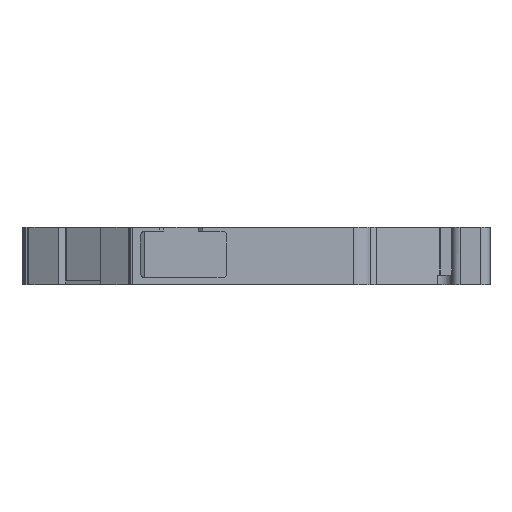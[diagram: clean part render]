
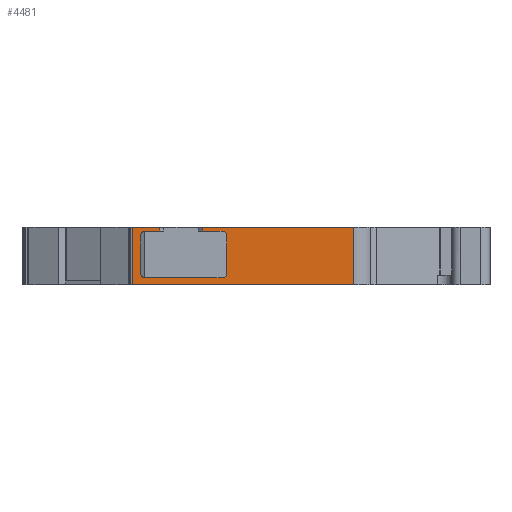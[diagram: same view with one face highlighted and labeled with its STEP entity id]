
A CAD part, left-side view. The second image highlights one B-rep face of the part: STEP entity #4481.
In plain terms, the highlighted planar face has unit normal (-1, 0, 0).
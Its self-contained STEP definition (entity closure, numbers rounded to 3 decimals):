
#53 = VERTEX_POINT ( 'NONE', #11491 ) ;
#111 = CARTESIAN_POINT ( 'NONE',  ( -56.541, 26.361, 2.861 ) ) ;
#151 = EDGE_CURVE ( 'NONE', #3724, #53, #11725, .T. ) ;
#182 = CARTESIAN_POINT ( 'NONE',  ( -56.541, 17.69, 2.461 ) ) ;
#231 = ORIENTED_EDGE ( 'NONE', *, *, #12583, .F. ) ;
#233 = CARTESIAN_POINT ( 'NONE',  ( -56.541, 11.141, 2.461 ) ) ;
#402 = PLANE ( 'NONE',  #3891 ) ;
#655 = EDGE_CURVE ( 'NONE', #5689, #1290, #12009, .T. ) ;
#756 = VECTOR ( 'NONE', #7554, 1000. ) ;
#868 = VERTEX_POINT ( 'NONE', #233 ) ;
#880 = VECTOR ( 'NONE', #4885, 1000. ) ;
#926 = CARTESIAN_POINT ( 'NONE',  ( -56.541, 17.69, 2.861 ) ) ;
#964 = CARTESIAN_POINT ( 'NONE',  ( -56.541, 11.141, -2.439 ) ) ;
#1068 = CARTESIAN_POINT ( 'NONE',  ( -56.541, 19.201, 1.961 ) ) ;
#1078 = VECTOR ( 'NONE', #8644, 1000. ) ;
#1079 = VERTEX_POINT ( 'NONE', #1979 ) ;
#1107 = AXIS2_PLACEMENT_3D ( 'NONE', #10486, #7345, #6760 ) ;
#1140 = ORIENTED_EDGE ( 'NONE', *, *, #10238, .T. ) ;
#1159 = DIRECTION ( 'NONE',  ( 0., -1., 0. ) ) ;
#1289 = ORIENTED_EDGE ( 'NONE', *, *, #9174, .F. ) ;
#1290 = VERTEX_POINT ( 'NONE', #3103 ) ;
#1321 = LINE ( 'NONE', #8013, #6374 ) ;
#1402 = EDGE_CURVE ( 'NONE', #3724, #9957, #12564, .T. ) ;
#1408 = CARTESIAN_POINT ( 'NONE',  ( -56.541, 20.543, 2.861 ) ) ;
#1411 = DIRECTION ( 'NONE',  ( 0., 1., 0. ) ) ;
#1443 = CARTESIAN_POINT ( 'NONE',  ( -56.541, 11.141, 1.961 ) ) ;
#1501 = EDGE_LOOP ( 'NONE', ( #7002, #12558, #1289, #4434, #3147, #7976, #4324, #5977, #11176, #11644, #5922, #2895, #9083, #231, #3987, #1140 ) ) ;
#1828 = EDGE_CURVE ( 'NONE', #9239, #12489, #5035, .T. ) ;
#1879 = DIRECTION ( 'NONE',  ( 0., 1., 0. ) ) ;
#1904 = VERTEX_POINT ( 'NONE', #5853 ) ;
#1979 = CARTESIAN_POINT ( 'NONE',  ( -56.541, 20.543, -3.139 ) ) ;
#2087 = DIRECTION ( 'NONE',  ( 0., 1., 0. ) ) ;
#2176 = EDGE_CURVE ( 'NONE', #868, #10530, #11310, .T. ) ;
#2244 = CARTESIAN_POINT ( 'NONE',  ( -56.541, 19.701, -2.439 ) ) ;
#2262 = DIRECTION ( 'NONE',  ( 0., 1., 0. ) ) ;
#2420 = DIRECTION ( 'NONE',  ( 0., -1., 0. ) ) ;
#2564 = CARTESIAN_POINT ( 'NONE',  ( -56.541, -2.645, 2.861 ) ) ;
#2713 = AXIS2_PLACEMENT_3D ( 'NONE', #1443, #7432, #1879 ) ;
#2805 = VERTEX_POINT ( 'NONE', #7405 ) ;
#2835 = DIRECTION ( 'NONE',  ( 0., 1., 0. ) ) ;
#2895 = ORIENTED_EDGE ( 'NONE', *, *, #655, .F. ) ;
#3103 = CARTESIAN_POINT ( 'NONE',  ( -56.541, 19.201, 2.461 ) ) ;
#3147 = ORIENTED_EDGE ( 'NONE', *, *, #2176, .T. ) ;
#3251 = EDGE_CURVE ( 'NONE', #1904, #53, #8416, .T. ) ;
#3281 = CARTESIAN_POINT ( 'NONE',  ( -56.541, 26.361, 2.861 ) ) ;
#3365 = CARTESIAN_POINT ( 'NONE',  ( -56.541, 17.69, 0.861 ) ) ;
#3565 = VECTOR ( 'NONE', #7944, 1000. ) ;
#3587 = DIRECTION ( 'NONE',  ( 0., 0., -1. ) ) ;
#3696 = CARTESIAN_POINT ( 'NONE',  ( -56.541, 13.19, 0.861 ) ) ;
#3724 = VERTEX_POINT ( 'NONE', #5654 ) ;
#3748 = LINE ( 'NONE', #3696, #1078 ) ;
#3891 = AXIS2_PLACEMENT_3D ( 'NONE', #3281, #12494, #2835 ) ;
#3954 = VERTEX_POINT ( 'NONE', #926 ) ;
#3987 = ORIENTED_EDGE ( 'NONE', *, *, #6783, .T. ) ;
#4050 = DIRECTION ( 'NONE',  ( 0., 0., -1. ) ) ;
#4304 = EDGE_CURVE ( 'NONE', #5689, #3954, #9156, .T. ) ;
#4324 = ORIENTED_EDGE ( 'NONE', *, *, #10218, .T. ) ;
#4434 = ORIENTED_EDGE ( 'NONE', *, *, #11631, .F. ) ;
#4481 = ADVANCED_FACE ( 'NONE', ( #6232 ), #402, .F. ) ;
#4777 = VECTOR ( 'NONE', #4050, 1000. ) ;
#4885 = DIRECTION ( 'NONE',  ( 0., 0., 1. ) ) ;
#5035 = LINE ( 'NONE', #2564, #12544 ) ;
#5093 = LINE ( 'NONE', #1408, #4777 ) ;
#5102 = LINE ( 'NONE', #8236, #6676 ) ;
#5336 = CARTESIAN_POINT ( 'NONE',  ( -56.541, 10.641, 1.961 ) ) ;
#5426 = DIRECTION ( 'NONE',  ( 1., 0., 0. ) ) ;
#5654 = CARTESIAN_POINT ( 'NONE',  ( -56.541, 19.201, -2.439 ) ) ;
#5683 = CARTESIAN_POINT ( 'NONE',  ( -56.541, -2.645, 2.861 ) ) ;
#5689 = VERTEX_POINT ( 'NONE', #182 ) ;
#5853 = CARTESIAN_POINT ( 'NONE',  ( -56.541, 19.701, 1.961 ) ) ;
#5922 = ORIENTED_EDGE ( 'NONE', *, *, #11534, .T. ) ;
#5977 = ORIENTED_EDGE ( 'NONE', *, *, #1402, .F. ) ;
#6135 = CARTESIAN_POINT ( 'NONE',  ( -56.541, 20.543, 2.861 ) ) ;
#6149 = DIRECTION ( 'NONE',  ( 0., -1., 0. ) ) ;
#6232 = FACE_OUTER_BOUND ( 'NONE', #1501, .T. ) ;
#6304 = LINE ( 'NONE', #111, #10885 ) ;
#6374 = VECTOR ( 'NONE', #1159, 1000. ) ;
#6533 = CIRCLE ( 'NONE', #6810, 0.5 ) ;
#6676 = VECTOR ( 'NONE', #2262, 1000. ) ;
#6760 = DIRECTION ( 'NONE',  ( 0., 1., 0. ) ) ;
#6783 = EDGE_CURVE ( 'NONE', #10909, #1079, #5093, .T. ) ;
#6810 = AXIS2_PLACEMENT_3D ( 'NONE', #1068, #8056, #2087 ) ;
#7002 = ORIENTED_EDGE ( 'NONE', *, *, #1828, .F. ) ;
#7161 = CIRCLE ( 'NONE', #12506, 0.5 ) ;
#7345 = DIRECTION ( 'NONE',  ( 1., 0., 0. ) ) ;
#7377 = VECTOR ( 'NONE', #11194, 1000. ) ;
#7405 = CARTESIAN_POINT ( 'NONE',  ( -56.541, 10.641, -1.939 ) ) ;
#7432 = DIRECTION ( 'NONE',  ( 1., 0., 0. ) ) ;
#7554 = DIRECTION ( 'NONE',  ( 0., 0., -1. ) ) ;
#7944 = DIRECTION ( 'NONE',  ( 0., 0., 1. ) ) ;
#7976 = ORIENTED_EDGE ( 'NONE', *, *, #9749, .F. ) ;
#8013 = CARTESIAN_POINT ( 'NONE',  ( -56.541, 26.361, 2.861 ) ) ;
#8056 = DIRECTION ( 'NONE',  ( 1., 0., 0. ) ) ;
#8094 = CARTESIAN_POINT ( 'NONE',  ( -56.541, 19.701, 2.461 ) ) ;
#8165 = VERTEX_POINT ( 'NONE', #11365 ) ;
#8177 = VERTEX_POINT ( 'NONE', #11420 ) ;
#8236 = CARTESIAN_POINT ( 'NONE',  ( -56.541, 19.701, 2.461 ) ) ;
#8416 = LINE ( 'NONE', #10549, #756 ) ;
#8644 = DIRECTION ( 'NONE',  ( 0., 0., 1. ) ) ;
#9083 = ORIENTED_EDGE ( 'NONE', *, *, #4304, .T. ) ;
#9156 = LINE ( 'NONE', #3365, #880 ) ;
#9174 = EDGE_CURVE ( 'NONE', #8177, #8165, #3748, .T. ) ;
#9239 = VERTEX_POINT ( 'NONE', #5683 ) ;
#9387 = CARTESIAN_POINT ( 'NONE',  ( -56.541, 26.361, -3.139 ) ) ;
#9458 = LINE ( 'NONE', #9387, #11729 ) ;
#9749 = EDGE_CURVE ( 'NONE', #2805, #10530, #11429, .T. ) ;
#9912 = CARTESIAN_POINT ( 'NONE',  ( -56.541, 10.641, -2.439 ) ) ;
#9957 = VERTEX_POINT ( 'NONE', #964 ) ;
#10218 = EDGE_CURVE ( 'NONE', #2805, #9957, #7161, .T. ) ;
#10238 = EDGE_CURVE ( 'NONE', #1079, #12489, #9458, .T. ) ;
#10486 = CARTESIAN_POINT ( 'NONE',  ( -56.541, 19.201, -1.939 ) ) ;
#10530 = VERTEX_POINT ( 'NONE', #5336 ) ;
#10549 = CARTESIAN_POINT ( 'NONE',  ( -56.541, 19.701, -2.439 ) ) ;
#10885 = VECTOR ( 'NONE', #6149, 1000. ) ;
#10909 = VERTEX_POINT ( 'NONE', #6135 ) ;
#11176 = ORIENTED_EDGE ( 'NONE', *, *, #151, .T. ) ;
#11194 = DIRECTION ( 'NONE',  ( 0., -1., 0. ) ) ;
#11310 = CIRCLE ( 'NONE', #2713, 0.5 ) ;
#11365 = CARTESIAN_POINT ( 'NONE',  ( -56.541, 13.19, 2.861 ) ) ;
#11420 = CARTESIAN_POINT ( 'NONE',  ( -56.541, 13.19, 2.461 ) ) ;
#11429 = LINE ( 'NONE', #9912, #3565 ) ;
#11491 = CARTESIAN_POINT ( 'NONE',  ( -56.541, 19.701, -1.939 ) ) ;
#11534 = EDGE_CURVE ( 'NONE', #1904, #1290, #6533, .T. ) ;
#11596 = EDGE_CURVE ( 'NONE', #8165, #9239, #1321, .T. ) ;
#11631 = EDGE_CURVE ( 'NONE', #868, #8177, #5102, .T. ) ;
#11644 = ORIENTED_EDGE ( 'NONE', *, *, #3251, .F. ) ;
#11696 = VECTOR ( 'NONE', #12554, 1000. ) ;
#11725 = CIRCLE ( 'NONE', #1107, 0.5 ) ;
#11729 = VECTOR ( 'NONE', #2420, 1000. ) ;
#12009 = LINE ( 'NONE', #8094, #11696 ) ;
#12266 = CARTESIAN_POINT ( 'NONE',  ( -56.541, 11.141, -1.939 ) ) ;
#12489 = VERTEX_POINT ( 'NONE', #12842 ) ;
#12494 = DIRECTION ( 'NONE',  ( 1., 0., 0. ) ) ;
#12506 = AXIS2_PLACEMENT_3D ( 'NONE', #12266, #5426, #1411 ) ;
#12544 = VECTOR ( 'NONE', #3587, 1000. ) ;
#12554 = DIRECTION ( 'NONE',  ( 0., 1., 0. ) ) ;
#12558 = ORIENTED_EDGE ( 'NONE', *, *, #11596, .F. ) ;
#12564 = LINE ( 'NONE', #2244, #7377 ) ;
#12583 = EDGE_CURVE ( 'NONE', #10909, #3954, #6304, .T. ) ;
#12842 = CARTESIAN_POINT ( 'NONE',  ( -56.541, -2.645, -3.139 ) ) ;
